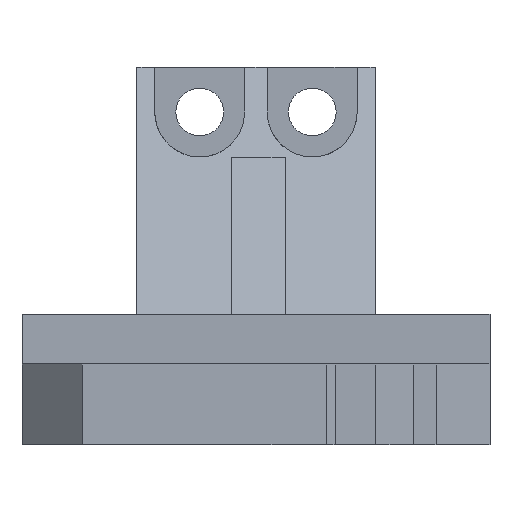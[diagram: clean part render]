
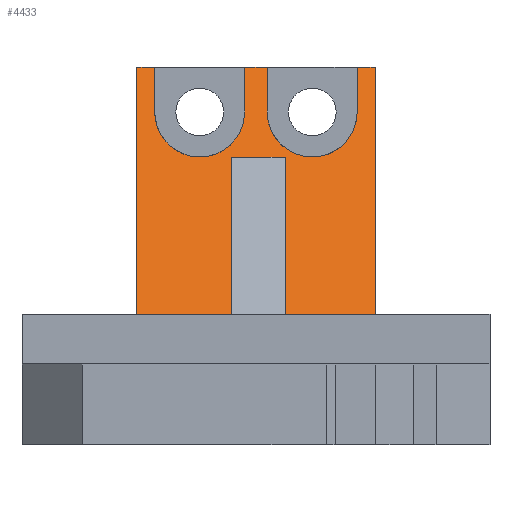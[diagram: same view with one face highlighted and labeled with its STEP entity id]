
A CAD part, left-side view. The second image highlights one B-rep face of the part: STEP entity #4433.
In plain terms, the highlighted planar face has unit normal (-0.707, 0, 0.707).
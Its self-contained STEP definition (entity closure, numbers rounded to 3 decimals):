
#95=ELLIPSE('',#4715,7.071,5.);
#96=ELLIPSE('',#4716,7.071,5.);
#213=FACE_OUTER_BOUND('',#467,.T.);
#467=EDGE_LOOP('',(#2967,#2968,#2969,#2970,#2971,#2972,#2973,#2974,#2975,
#2976,#2977,#2978,#2979,#2980,#2981,#2982));
#738=LINE('',#6269,#1283);
#745=LINE('',#6282,#1290);
#747=LINE('',#6286,#1292);
#748=LINE('',#6289,#1293);
#766=LINE('',#6342,#1311);
#767=LINE('',#6345,#1312);
#779=LINE('',#6369,#1324);
#780=LINE('',#6371,#1325);
#781=LINE('',#6375,#1326);
#782=LINE('',#6377,#1327);
#783=LINE('',#6379,#1328);
#784=LINE('',#6383,#1329);
#785=LINE('',#6385,#1330);
#786=LINE('',#6386,#1331);
#1283=VECTOR('',#5045,10.);
#1290=VECTOR('',#5056,10.);
#1292=VECTOR('',#5060,10.);
#1293=VECTOR('',#5063,10.);
#1311=VECTOR('',#5089,10.);
#1312=VECTOR('',#5092,10.);
#1324=VECTOR('',#5110,10.);
#1325=VECTOR('',#5111,10.);
#1326=VECTOR('',#5114,10.);
#1327=VECTOR('',#5115,10.);
#1328=VECTOR('',#5116,10.);
#1329=VECTOR('',#5119,10.);
#1330=VECTOR('',#5120,10.);
#1331=VECTOR('',#5121,10.);
#1828=VERTEX_POINT('',#6266);
#1829=VERTEX_POINT('',#6268);
#1833=VERTEX_POINT('',#6280);
#1834=VERTEX_POINT('',#6284);
#1835=VERTEX_POINT('',#6288);
#1858=VERTEX_POINT('',#6340);
#1859=VERTEX_POINT('',#6344);
#1868=VERTEX_POINT('',#6368);
#1869=VERTEX_POINT('',#6370);
#1870=VERTEX_POINT('',#6372);
#1871=VERTEX_POINT('',#6374);
#1872=VERTEX_POINT('',#6376);
#1873=VERTEX_POINT('',#6378);
#1874=VERTEX_POINT('',#6380);
#1875=VERTEX_POINT('',#6382);
#1876=VERTEX_POINT('',#6384);
#2252=EDGE_CURVE('',#1829,#1828,#738,.T.);
#2259=EDGE_CURVE('',#1828,#1833,#745,.T.);
#2261=EDGE_CURVE('',#1833,#1834,#747,.T.);
#2262=EDGE_CURVE('',#1829,#1835,#748,.T.);
#2286=EDGE_CURVE('',#1858,#1834,#766,.T.);
#2287=EDGE_CURVE('',#1859,#1858,#767,.T.);
#2299=EDGE_CURVE('',#1868,#1859,#779,.T.);
#2300=EDGE_CURVE('',#1869,#1868,#780,.F.);
#2301=EDGE_CURVE('',#1870,#1869,#95,.F.);
#2302=EDGE_CURVE('',#1870,#1871,#781,.T.);
#2303=EDGE_CURVE('',#1872,#1871,#782,.T.);
#2304=EDGE_CURVE('',#1873,#1872,#783,.F.);
#2305=EDGE_CURVE('',#1874,#1873,#96,.F.);
#2306=EDGE_CURVE('',#1874,#1875,#784,.T.);
#2307=EDGE_CURVE('',#1876,#1875,#785,.T.);
#2308=EDGE_CURVE('',#1835,#1876,#786,.T.);
#2967=ORIENTED_EDGE('',*,*,#2261,.T.);
#2968=ORIENTED_EDGE('',*,*,#2286,.F.);
#2969=ORIENTED_EDGE('',*,*,#2287,.F.);
#2970=ORIENTED_EDGE('',*,*,#2299,.F.);
#2971=ORIENTED_EDGE('',*,*,#2300,.F.);
#2972=ORIENTED_EDGE('',*,*,#2301,.F.);
#2973=ORIENTED_EDGE('',*,*,#2302,.T.);
#2974=ORIENTED_EDGE('',*,*,#2303,.F.);
#2975=ORIENTED_EDGE('',*,*,#2304,.F.);
#2976=ORIENTED_EDGE('',*,*,#2305,.F.);
#2977=ORIENTED_EDGE('',*,*,#2306,.T.);
#2978=ORIENTED_EDGE('',*,*,#2307,.F.);
#2979=ORIENTED_EDGE('',*,*,#2308,.F.);
#2980=ORIENTED_EDGE('',*,*,#2262,.F.);
#2981=ORIENTED_EDGE('',*,*,#2252,.T.);
#2982=ORIENTED_EDGE('',*,*,#2259,.T.);
#4227=PLANE('',#4714);
#4433=ADVANCED_FACE('',(#213),#4227,.T.);
#4714=AXIS2_PLACEMENT_3D('',#6367,#5108,#5109);
#4715=AXIS2_PLACEMENT_3D('',#6373,#5112,#5113);
#4716=AXIS2_PLACEMENT_3D('',#6381,#5117,#5118);
#5045=DIRECTION('',(0.707,0.,0.707));
#5056=DIRECTION('',(0.,-1.,0.));
#5060=DIRECTION('',(-0.707,0.,-0.707));
#5063=DIRECTION('',(0.,1.,0.));
#5089=DIRECTION('',(0.,1.,0.));
#5092=DIRECTION('',(-0.707,0.,-0.707));
#5108=DIRECTION('center_axis',(-0.707,0.,
0.707));
#5109=DIRECTION('ref_axis',(0.707,0.,0.707));
#5110=DIRECTION('',(0.,-1.,0.));
#5111=DIRECTION('',(-0.707,0.,-0.707));
#5112=DIRECTION('center_axis',(0.707,0.,
-0.707));
#5113=DIRECTION('ref_axis',(-0.707,0.,-0.707));
#5114=DIRECTION('',(0.707,0.,0.707));
#5115=DIRECTION('',(0.,-1.,0.));
#5116=DIRECTION('',(-0.707,0.,-0.707));
#5117=DIRECTION('center_axis',(0.707,0.,
-0.707));
#5118=DIRECTION('ref_axis',(-0.707,0.,-0.707));
#5119=DIRECTION('',(0.707,0.,0.707));
#5120=DIRECTION('',(0.,-1.,0.));
#5121=DIRECTION('',(0.707,0.,0.707));
#6266=CARTESIAN_POINT('',(96.25,28.75,32.));
#6268=CARTESIAN_POINT('',(76.25,28.75,12.));
#6269=CARTESIAN_POINT('',(92.689,28.75,28.439));
#6280=CARTESIAN_POINT('',(96.25,22.75,32.));
#6282=CARTESIAN_POINT('',(96.25,29.188,32.));
#6284=CARTESIAN_POINT('',(76.25,22.75,12.));
#6286=CARTESIAN_POINT('',(92.689,22.75,28.439));
#6288=CARTESIAN_POINT('',(76.25,39.25,12.));
#6289=CARTESIAN_POINT('',(76.25,19.375,12.));
#6340=CARTESIAN_POINT('',(76.25,12.75,12.));
#6342=CARTESIAN_POINT('',(76.25,19.375,12.));
#6344=CARTESIAN_POINT('',(106.25,12.75,42.));
#6345=CARTESIAN_POINT('',(87.8,12.75,23.55));
#6367=CARTESIAN_POINT('Origin',(101.25,32.625,37.));
#6368=CARTESIAN_POINT('',(106.25,14.75,42.));
#6369=CARTESIAN_POINT('',(106.25,39.25,42.));
#6370=CARTESIAN_POINT('',(101.25,14.75,37.));
#6371=CARTESIAN_POINT('',(103.75,14.75,39.5));
#6372=CARTESIAN_POINT('',(101.25,24.75,37.));
#6373=CARTESIAN_POINT('Origin',(101.25,19.75,37.));
#6374=CARTESIAN_POINT('',(106.25,24.75,42.));
#6375=CARTESIAN_POINT('',(102.5,24.75,38.25));
#6376=CARTESIAN_POINT('',(106.25,27.25,42.));
#6377=CARTESIAN_POINT('',(106.25,39.25,42.));
#6378=CARTESIAN_POINT('',(101.25,27.25,37.));
#6379=CARTESIAN_POINT('',(103.75,27.25,39.5));
#6380=CARTESIAN_POINT('',(101.25,37.25,37.));
#6381=CARTESIAN_POINT('Origin',(101.25,32.25,37.));
#6382=CARTESIAN_POINT('',(106.25,37.25,42.));
#6383=CARTESIAN_POINT('',(102.5,37.25,38.25));
#6384=CARTESIAN_POINT('',(106.25,39.25,42.));
#6385=CARTESIAN_POINT('',(106.25,39.25,42.));
#6386=CARTESIAN_POINT('',(96.,39.25,31.75));
